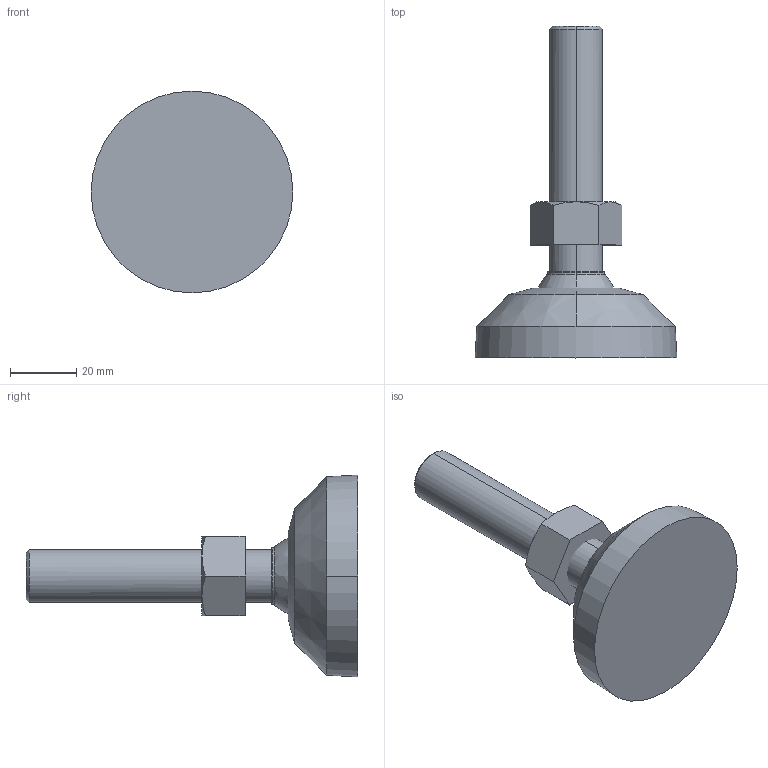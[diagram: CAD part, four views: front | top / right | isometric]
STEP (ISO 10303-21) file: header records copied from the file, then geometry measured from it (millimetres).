
FILE_DESCRIPTION (( 'STEP AP214' ), '1' );
FILE_NAME ('Rexnord-R0098 -673791.STEP', '2023-08-02T08:33:29', ( '' ), ( '' ), 'SwSTEP 2.0', 'SolidWorks 2022', '' );
FILE_SCHEMA (( 'AUTOMOTIVE_DESIGN' ));
Length unit declared in the file: millimetre
Products named in the file (3): Rexnord-R0098 -673791; Rexnord-R0098 -673791_M16; Rexnord-R0098 -673791_R0098
Assembly tree (2 placements, depth 2):
  Rexnord-R0098 -673791
    Rexnord-R0098 -673791_R0098
    Rexnord-R0098 -673791_M16
Bounding box: 60.8 x 100 x 60.8 mm (x, y, z)
Volume: 68734.2 mm3; surface area: 14381.7 mm2
Topology: 2 solids, 2 shells, 42 faces, 88 edges, 54 vertices
Faces by surface type: plane 18, cone 14, cylinder 6, bspline 4
Entity records: 1657 total; most frequent: CARTESIAN_POINT 309, DIRECTION 204, ORIENTED_EDGE 176, EDGE_CURVE 88, AXIS2_PLACEMENT_3D 85, VERTEX_POINT 54, EDGE_LOOP 48, ADVANCED_FACE 42
